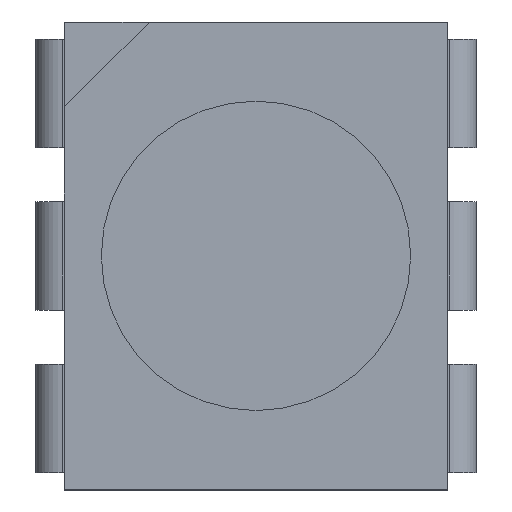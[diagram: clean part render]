
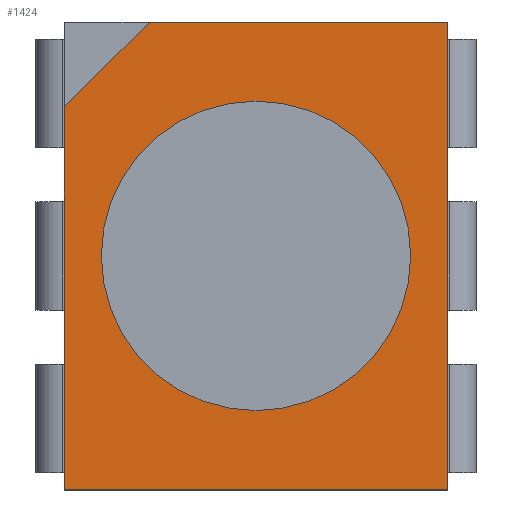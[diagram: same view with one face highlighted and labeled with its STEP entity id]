
A CAD part, top view. The second image highlights one B-rep face of the part: STEP entity #1424.
In plain terms, the highlighted planar face has unit normal (0, 0, 1).
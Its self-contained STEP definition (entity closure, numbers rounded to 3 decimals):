
#20=FACE_BOUND('',#178,.T.);
#37=PLANE('',#1527);
#94=FACE_OUTER_BOUND('',#177,.T.);
#177=EDGE_LOOP('',(#1001,#1002,#1003,#1004,#1005));
#178=EDGE_LOOP('',(#1006));
#256=LINE('',#2094,#414);
#259=LINE('',#2100,#417);
#262=LINE('',#2106,#420);
#265=LINE('',#2112,#423);
#268=LINE('',#2116,#426);
#414=VECTOR('',#1665,10.);
#417=VECTOR('',#1670,10.);
#420=VECTOR('',#1675,10.);
#423=VECTOR('',#1680,10.);
#426=VECTOR('',#1685,10.);
#569=CIRCLE('',#1519,2.);
#621=VERTEX_POINT('',#2082);
#625=VERTEX_POINT('',#2091);
#626=VERTEX_POINT('',#2093);
#628=VERTEX_POINT('',#2099);
#630=VERTEX_POINT('',#2105);
#632=VERTEX_POINT('',#2111);
#761=EDGE_CURVE('',#621,#621,#569,.T.);
#766=EDGE_CURVE('',#626,#625,#256,.T.);
#769=EDGE_CURVE('',#628,#626,#259,.T.);
#772=EDGE_CURVE('',#630,#628,#262,.T.);
#775=EDGE_CURVE('',#632,#630,#265,.T.);
#778=EDGE_CURVE('',#625,#632,#268,.T.);
#1001=ORIENTED_EDGE('',*,*,#778,.T.);
#1002=ORIENTED_EDGE('',*,*,#775,.T.);
#1003=ORIENTED_EDGE('',*,*,#772,.T.);
#1004=ORIENTED_EDGE('',*,*,#769,.T.);
#1005=ORIENTED_EDGE('',*,*,#766,.T.);
#1006=ORIENTED_EDGE('',*,*,#761,.T.);
#1424=ADVANCED_FACE('',(#94,#20),#37,.F.);
#1519=AXIS2_PLACEMENT_3D('',#2083,#1656,#1657);
#1527=AXIS2_PLACEMENT_3D('',#2118,#1688,#1689);
#1656=DIRECTION('center_axis',(0.,0.,-1.));
#1657=DIRECTION('ref_axis',(1.,0.,0.));
#1665=DIRECTION('',(-0.707,-0.707,0.));
#1670=DIRECTION('',(-1.,0.,0.));
#1675=DIRECTION('',(0.,1.,0.));
#1680=DIRECTION('',(1.,0.,0.));
#1685=DIRECTION('',(0.,-1.,0.));
#1688=DIRECTION('center_axis',(0.,0.,-1.));
#1689=DIRECTION('ref_axis',(1.,0.,0.));
#2082=CARTESIAN_POINT('',(-2.,0.,2.501));
#2083=CARTESIAN_POINT('Origin',(0.,0.,2.501));
#2091=CARTESIAN_POINT('',(-2.476,1.927,2.501));
#2093=CARTESIAN_POINT('',(-1.38,3.023,2.501));
#2094=CARTESIAN_POINT('',(-2.553,1.85,2.501));
#2099=CARTESIAN_POINT('',(2.476,3.023,2.501));
#2100=CARTESIAN_POINT('',(-2.476,3.023,2.501));
#2105=CARTESIAN_POINT('',(2.476,-3.023,2.501));
#2106=CARTESIAN_POINT('',(2.476,3.023,2.501));
#2111=CARTESIAN_POINT('',(-2.476,-3.023,2.501));
#2112=CARTESIAN_POINT('',(2.476,-3.023,2.501));
#2116=CARTESIAN_POINT('',(-2.476,-3.023,2.501));
#2118=CARTESIAN_POINT('Origin',(0.,0.,2.501));
